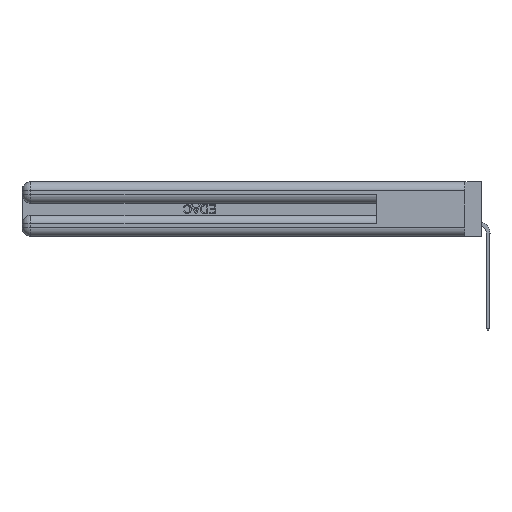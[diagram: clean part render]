
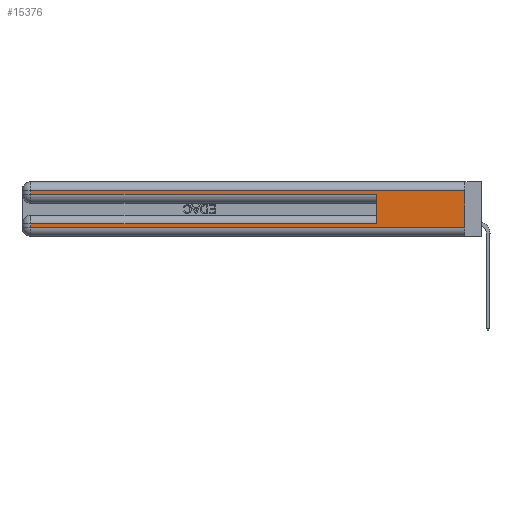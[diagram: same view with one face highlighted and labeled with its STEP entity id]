
A CAD part, left-side view. The second image highlights one B-rep face of the part: STEP entity #15376.
In plain terms, the highlighted planar face has unit normal (-1, 0, 0).
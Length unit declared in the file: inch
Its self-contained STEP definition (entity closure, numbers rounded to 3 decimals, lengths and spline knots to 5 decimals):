
#1928 = CARTESIAN_POINT ( 'NONE',  ( 0., 0., 0.31 ) ) ;
#4275 = EDGE_CURVE ( 'NONE', #44453, #45810, #42097, .T. ) ;
#4917 = ORIENTED_EDGE ( 'NONE', *, *, #39265, .T. ) ;
#4932 = EDGE_CURVE ( 'NONE', #9000, #44453, #37173, .T. ) ;
#6100 = DIRECTION ( 'NONE',  ( 1., 0., 0. ) ) ;
#6150 = LINE ( 'NONE', #47843, #16352 ) ;
#6391 = EDGE_CURVE ( 'NONE', #45810, #39828, #8106, .T. ) ;
#8106 = LINE ( 'NONE', #43577, #33410 ) ;
#8963 = CARTESIAN_POINT ( 'NONE',  ( 0., 0., 0.31 ) ) ;
#8970 = LINE ( 'NONE', #8963, #26450 ) ;
#9000 = VERTEX_POINT ( 'NONE', #11181 ) ;
#10202 = VERTEX_POINT ( 'NONE', #49811 ) ;
#10415 = ORIENTED_EDGE ( 'NONE', *, *, #13857, .F. ) ;
#11181 = CARTESIAN_POINT ( 'NONE',  ( 0., 0.6, 0.085 ) ) ;
#11243 = CARTESIAN_POINT ( 'NONE',  ( 0., 2.94, 0.285 ) ) ;
#12623 = CARTESIAN_POINT ( 'NONE',  ( 0., 2.94, 0.085 ) ) ;
#13538 = EDGE_CURVE ( 'NONE', #10202, #25870, #17648, .T. ) ;
#13843 = EDGE_CURVE ( 'NONE', #9000, #18010, #45976, .T. ) ;
#13857 = EDGE_CURVE ( 'NONE', #15070, #39828, #6150, .T. ) ;
#14415 = CARTESIAN_POINT ( 'NONE',  ( 0., 0.6, 0.145 ) ) ;
#15070 = VERTEX_POINT ( 'NONE', #1928 ) ;
#15224 = DIRECTION ( 'NONE',  ( 0., 0., 1. ) ) ;
#15376 = ADVANCED_FACE ( 'NONE', ( #38542 ), #37082, .F. ) ;
#16352 = VECTOR ( 'NONE', #20347, 39.37008 ) ;
#16863 = ORIENTED_EDGE ( 'NONE', *, *, #4275, .T. ) ;
#17173 = LINE ( 'NONE', #34235, #20768 ) ;
#17509 = CARTESIAN_POINT ( 'NONE',  ( 0., 0., 0.085 ) ) ;
#17606 = DIRECTION ( 'NONE',  ( 0., 0., -1. ) ) ;
#17648 = LINE ( 'NONE', #47329, #23055 ) ;
#18010 = VERTEX_POINT ( 'NONE', #25948 ) ;
#20347 = DIRECTION ( 'NONE',  ( 0., 0., -1. ) ) ;
#20768 = VECTOR ( 'NONE', #49949, 39.37008 ) ;
#22735 = CARTESIAN_POINT ( 'NONE',  ( 0., 0., 0.06 ) ) ;
#23055 = VECTOR ( 'NONE', #28075, 39.37008 ) ;
#23586 = ORIENTED_EDGE ( 'NONE', *, *, #35316, .T. ) ;
#24224 = ORIENTED_EDGE ( 'NONE', *, *, #13538, .T. ) ;
#25619 = EDGE_LOOP ( 'NONE', ( #10415, #4917, #24224, #23586, #29517, #46534, #16863, #25821 ) ) ;
#25821 = ORIENTED_EDGE ( 'NONE', *, *, #6391, .T. ) ;
#25870 = VERTEX_POINT ( 'NONE', #11243 ) ;
#25948 = CARTESIAN_POINT ( 'NONE',  ( 0., 0.6, 0.285 ) ) ;
#26450 = VECTOR ( 'NONE', #32184, 39.37008 ) ;
#28075 = DIRECTION ( 'NONE',  ( 0., 0., -1. ) ) ;
#29517 = ORIENTED_EDGE ( 'NONE', *, *, #13843, .F. ) ;
#29799 = AXIS2_PLACEMENT_3D ( 'NONE', #45211, #6100, #32858 ) ;
#31421 = VECTOR ( 'NONE', #15224, 39.37008 ) ;
#32184 = DIRECTION ( 'NONE',  ( 0., 1., 0. ) ) ;
#32858 = DIRECTION ( 'NONE',  ( 0., 0., -1. ) ) ;
#33410 = VECTOR ( 'NONE', #47438, 39.37008 ) ;
#34235 = CARTESIAN_POINT ( 'NONE',  ( 0., 0., 0.285 ) ) ;
#35316 = EDGE_CURVE ( 'NONE', #25870, #18010, #17173, .T. ) ;
#35932 = CARTESIAN_POINT ( 'NONE',  ( 0., 2.94, 0.06 ) ) ;
#36512 = DIRECTION ( 'NONE',  ( 0., 1., 0. ) ) ;
#37082 = PLANE ( 'NONE',  #29799 ) ;
#37173 = LINE ( 'NONE', #17509, #39546 ) ;
#38542 = FACE_OUTER_BOUND ( 'NONE', #25619, .T. ) ;
#39265 = EDGE_CURVE ( 'NONE', #15070, #10202, #8970, .T. ) ;
#39546 = VECTOR ( 'NONE', #36512, 39.37008 ) ;
#39828 = VERTEX_POINT ( 'NONE', #22735 ) ;
#42097 = LINE ( 'NONE', #44586, #49950 ) ;
#43577 = CARTESIAN_POINT ( 'NONE',  ( 0., 0., 0.06 ) ) ;
#44453 = VERTEX_POINT ( 'NONE', #12623 ) ;
#44586 = CARTESIAN_POINT ( 'NONE',  ( 0., 2.94, 0.37 ) ) ;
#45211 = CARTESIAN_POINT ( 'NONE',  ( 0., 0., 0.37 ) ) ;
#45810 = VERTEX_POINT ( 'NONE', #35932 ) ;
#45976 = LINE ( 'NONE', #14415, #31421 ) ;
#46534 = ORIENTED_EDGE ( 'NONE', *, *, #4932, .T. ) ;
#47329 = CARTESIAN_POINT ( 'NONE',  ( 0., 2.94, 0.37 ) ) ;
#47438 = DIRECTION ( 'NONE',  ( 0., -1., 0. ) ) ;
#47843 = CARTESIAN_POINT ( 'NONE',  ( 0., 0., 0.37 ) ) ;
#49811 = CARTESIAN_POINT ( 'NONE',  ( 0., 2.94, 0.31 ) ) ;
#49949 = DIRECTION ( 'NONE',  ( 0., -1., 0. ) ) ;
#49950 = VECTOR ( 'NONE', #17606, 39.37008 ) ;
